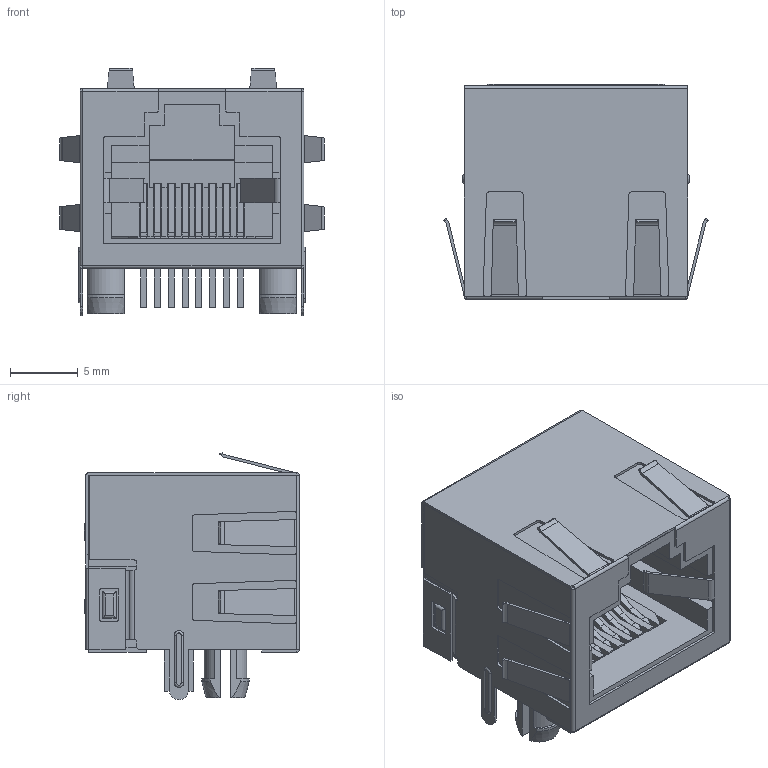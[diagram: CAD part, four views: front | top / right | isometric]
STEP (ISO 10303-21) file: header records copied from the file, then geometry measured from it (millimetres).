
FILE_DESCRIPTION(('STEP AP242'),'1');
FILE_NAME('615008140621.stp','2022-06-01T09:15:13',('TraceParts'),('TraceParts S.A.'),'Spatial InterOp 3D',' ',' ');
FILE_SCHEMA(('AP242_MANAGED_MODEL_BASED_3D_ENGINEERING_MIM_LF {1 0 10303 442 1 1 4}'));
Length unit declared in the file: millimetre
Products named in the file (1): 615008140621_1
Bounding box: 19.5 x 15.85 x 18.24 mm (x, y, z)
Volume: 1854.9 mm3; surface area: 5440.8 mm2
Topology: 12 solids, 12 shells, 818 faces, 2346 edges, 1536 vertices
Faces by surface type: plane 570, cylinder 226, torus 14, cone 4, bspline 4
Entity records: 33776 total; most frequent: CARTESIAN_POINT 5368, ORIENTED_EDGE 4692, DIRECTION 4396, EDGE_CURVE 2346, LINE 1860, VECTOR 1860, VERTEX_POINT 1536, AXIS2_PLACEMENT_3D 1268
